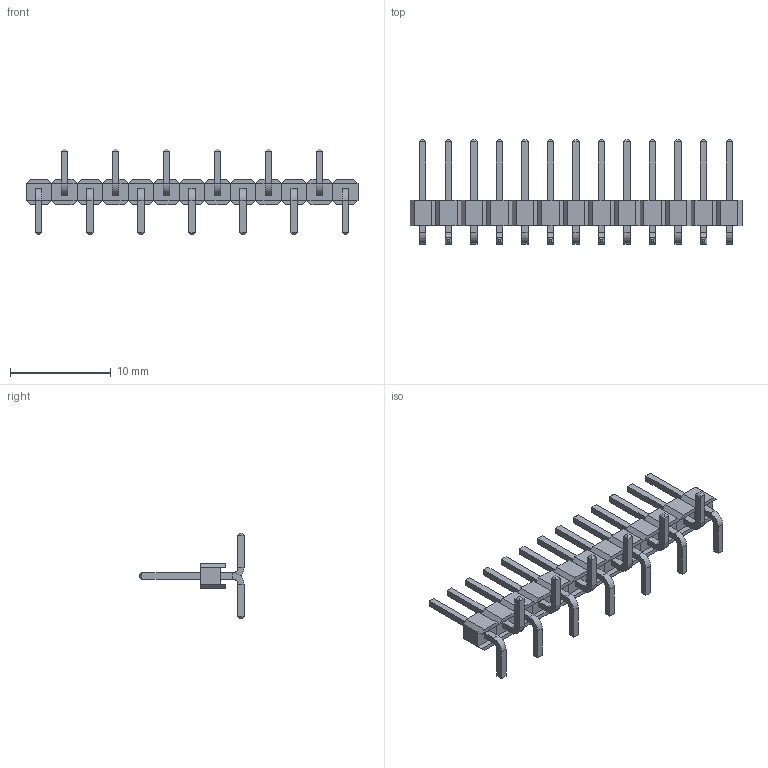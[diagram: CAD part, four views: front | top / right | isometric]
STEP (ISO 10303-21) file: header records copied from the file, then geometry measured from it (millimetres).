
FILE_DESCRIPTION (( 'STEP AP214' ), '1' );
FILE_NAME ('PLS-13SMD.STEP', '2019-07-03T10:28:38', ( '' ), ( '' ), 'SwSTEP 2.0', 'SolidWorks 2018', '' );
FILE_SCHEMA (( 'AUTOMOTIVE_DESIGN' ));
Length unit declared in the file: millimetre
Products named in the file (2): PLS_SMD; PLS-13SMD
Assembly tree (13 placements, depth 2):
  PLS-13SMD
    PLS_SMD  x13
Bounding box: 33.02 x 10.36 x 8.54 mm (x, y, z)
Volume: 234.1 mm3; surface area: 863.9 mm2
Topology: 13 solids, 13 shells, 520 faces, 1144 edges, 676 vertices
Faces by surface type: plane 494, cylinder 26
Entity records: 1658 total; most frequent: DIRECTION 204, CARTESIAN_POINT 196, ORIENTED_EDGE 176, EDGE_CURVE 88, LINE 84, VECTOR 84, AXIS2_PLACEMENT_3D 60, VERTEX_POINT 52
